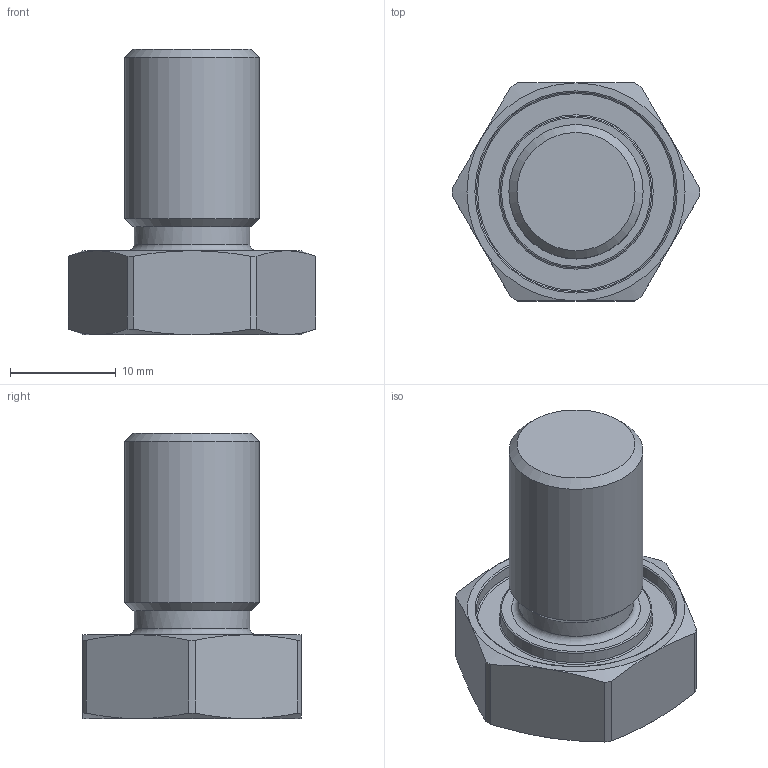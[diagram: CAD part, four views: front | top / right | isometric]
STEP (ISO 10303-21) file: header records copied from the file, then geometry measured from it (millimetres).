
FILE_DESCRIPTION(/* description */ (''),/* implementation_level */ '2;1');
FILE_NAME(/* name */ '1-2-20 UNF.stp',/* time_stamp */ '2021-01-12T14:52:24+01:00',/* author */ ('sh'),/* organization */ (''),/* preprocessor_version */ 'ST-DEVELOPER v17.2',/* originating_system */ 'Autodesk Inventor 2019',/* authorisation */ '');
FILE_SCHEMA (('AUTOMOTIVE_DESIGN { 1 0 10303 214 3 1 1 }'));
Length unit declared in the file: inch
Products named in the file (1): 01501517
Bounding box: 23.44 x 20.62 x 26.97 mm (x, y, z)
Volume: 5067.7 mm3; surface area: 2167.7 mm2
Topology: 1 solids, 1 shells, 41 faces, 100 edges, 65 vertices
Faces by surface type: cone 14, plane 12, cylinder 10, torus 5
Full cylindrical faces by diameter (mm): 10.922 x1, 12.7 x1, 14.351 x1, 18.872 x1
Entity records: 1260 total; most frequent: CARTESIAN_POINT 255, DIRECTION 218, ORIENTED_EDGE 200, EDGE_CURVE 100, AXIS2_PLACEMENT_3D 100, VERTEX_POINT 65, CIRCLE 58, EDGE_LOOP 45
